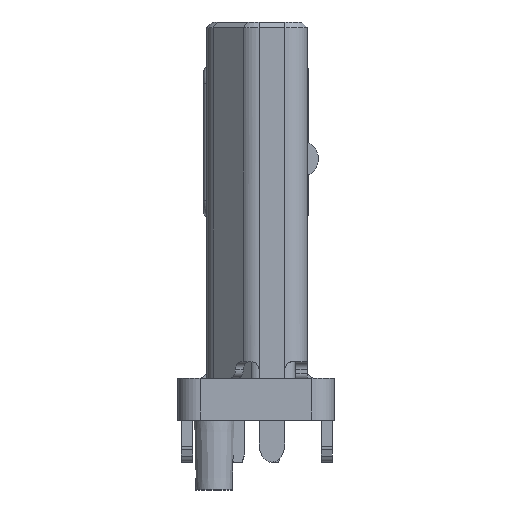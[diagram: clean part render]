
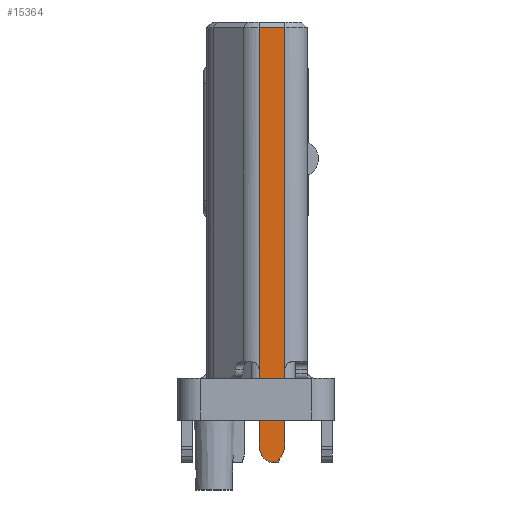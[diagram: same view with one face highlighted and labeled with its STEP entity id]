
A CAD part, left-side view. The second image highlights one B-rep face of the part: STEP entity #15364.
In plain terms, the highlighted planar face has unit normal (-1, 0, 0).
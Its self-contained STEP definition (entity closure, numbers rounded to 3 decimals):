
#875=FACE_OUTER_BOUND('',#1655,.T.);
#1655=EDGE_LOOP('',(#12221,#12222,#12223,#12224,#12225,#12226,#12227,#12228,
#12229,#12230,#12231,#12232,#12233,#12234,#12235,#12236,#12237,#12238,#12239,
#12240));
#2984=LINE('',#23842,#4586);
#2999=LINE('',#23901,#4601);
#3016=LINE('',#23968,#4618);
#3077=LINE('',#24180,#4679);
#3163=LINE('',#24569,#4765);
#3164=LINE('',#24571,#4766);
#3165=LINE('',#24577,#4767);
#3166=LINE('',#24579,#4768);
#3167=LINE('',#24581,#4769);
#3168=LINE('',#24587,#4770);
#3169=LINE('',#24592,#4771);
#4586=VECTOR('',#19401,1000.);
#4601=VECTOR('',#19448,1000.);
#4618=VECTOR('',#19493,1000.);
#4679=VECTOR('',#19682,1000.);
#4765=VECTOR('',#19950,1000.);
#4766=VECTOR('',#19951,1000.);
#4767=VECTOR('',#19956,1000.);
#4768=VECTOR('',#19959,1000.);
#4769=VECTOR('',#19960,1000.);
#4770=VECTOR('',#19965,1000.);
#4771=VECTOR('',#19970,1000.);
#5364=CIRCLE('',#16337,0.15);
#5458=CIRCLE('',#16495,0.15);
#5459=CIRCLE('',#16496,0.15);
#5460=CIRCLE('',#16497,0.15);
#5461=CIRCLE('',#16498,0.15);
#5462=CIRCLE('',#16499,0.15);
#5463=CIRCLE('',#16500,0.15);
#5464=CIRCLE('',#16501,0.15);
#5465=CIRCLE('',#16502,0.192);
#6539=VERTEX_POINT('',#23824);
#6543=VERTEX_POINT('',#23840);
#6570=VERTEX_POINT('',#23898);
#6571=VERTEX_POINT('',#23900);
#6589=VERTEX_POINT('',#23940);
#6590=VERTEX_POINT('',#23942);
#6596=VERTEX_POINT('',#23956);
#6597=VERTEX_POINT('',#23967);
#6804=VERTEX_POINT('',#24567);
#6805=VERTEX_POINT('',#24568);
#6806=VERTEX_POINT('',#24570);
#6807=VERTEX_POINT('',#24572);
#6808=VERTEX_POINT('',#24574);
#6809=VERTEX_POINT('',#24576);
#6810=VERTEX_POINT('',#24580);
#6811=VERTEX_POINT('',#24582);
#6812=VERTEX_POINT('',#24584);
#6813=VERTEX_POINT('',#24586);
#6814=VERTEX_POINT('',#24588);
#6815=VERTEX_POINT('',#24591);
#8412=EDGE_CURVE('',#6543,#6539,#2984,.T.);
#8439=EDGE_CURVE('',#6571,#6570,#2999,.T.);
#8458=EDGE_CURVE('',#6590,#6589,#5364,.T.);
#8465=EDGE_CURVE('',#6597,#6596,#3016,.T.);
#8565=EDGE_CURVE('',#6543,#6597,#3077,.T.);
#8708=EDGE_CURVE('',#6804,#6805,#3163,.T.);
#8709=EDGE_CURVE('',#6804,#6806,#3164,.T.);
#8710=EDGE_CURVE('',#6806,#6807,#5458,.T.);
#8711=EDGE_CURVE('',#6808,#6807,#5459,.T.);
#8712=EDGE_CURVE('',#6809,#6808,#3165,.T.);
#8713=EDGE_CURVE('',#6590,#6809,#5460,.T.);
#8714=EDGE_CURVE('',#6539,#6589,#3166,.T.);
#8715=EDGE_CURVE('',#6596,#6810,#3167,.T.);
#8716=EDGE_CURVE('',#6810,#6811,#5461,.T.);
#8717=EDGE_CURVE('',#6812,#6811,#5462,.T.);
#8718=EDGE_CURVE('',#6812,#6813,#3168,.T.);
#8719=EDGE_CURVE('',#6814,#6813,#5463,.T.);
#8720=EDGE_CURVE('',#6814,#6571,#5464,.T.);
#8721=EDGE_CURVE('',#6815,#6570,#3169,.T.);
#8722=EDGE_CURVE('',#6805,#6815,#5465,.T.);
#12221=ORIENTED_EDGE('',*,*,#8708,.F.);
#12222=ORIENTED_EDGE('',*,*,#8709,.T.);
#12223=ORIENTED_EDGE('',*,*,#8710,.T.);
#12224=ORIENTED_EDGE('',*,*,#8711,.F.);
#12225=ORIENTED_EDGE('',*,*,#8712,.F.);
#12226=ORIENTED_EDGE('',*,*,#8713,.F.);
#12227=ORIENTED_EDGE('',*,*,#8458,.T.);
#12228=ORIENTED_EDGE('',*,*,#8714,.F.);
#12229=ORIENTED_EDGE('',*,*,#8412,.F.);
#12230=ORIENTED_EDGE('',*,*,#8565,.T.);
#12231=ORIENTED_EDGE('',*,*,#8465,.T.);
#12232=ORIENTED_EDGE('',*,*,#8715,.T.);
#12233=ORIENTED_EDGE('',*,*,#8716,.T.);
#12234=ORIENTED_EDGE('',*,*,#8717,.F.);
#12235=ORIENTED_EDGE('',*,*,#8718,.T.);
#12236=ORIENTED_EDGE('',*,*,#8719,.F.);
#12237=ORIENTED_EDGE('',*,*,#8720,.T.);
#12238=ORIENTED_EDGE('',*,*,#8439,.T.);
#12239=ORIENTED_EDGE('',*,*,#8721,.F.);
#12240=ORIENTED_EDGE('',*,*,#8722,.F.);
#13967=PLANE('',#16494);
#15364=ADVANCED_FACE('',(#875),#13967,.T.);
#16337=AXIS2_PLACEMENT_3D('',#23943,#19482,#19483);
#16494=AXIS2_PLACEMENT_3D('',#24566,#19948,#19949);
#16495=AXIS2_PLACEMENT_3D('',#24573,#19952,#19953);
#16496=AXIS2_PLACEMENT_3D('',#24575,#19954,#19955);
#16497=AXIS2_PLACEMENT_3D('',#24578,#19957,#19958);
#16498=AXIS2_PLACEMENT_3D('',#24583,#19961,#19962);
#16499=AXIS2_PLACEMENT_3D('',#24585,#19963,#19964);
#16500=AXIS2_PLACEMENT_3D('',#24589,#19966,#19967);
#16501=AXIS2_PLACEMENT_3D('',#24590,#19968,#19969);
#16502=AXIS2_PLACEMENT_3D('',#24593,#19971,#19972);
#19401=DIRECTION('',(0.,0.,-1.));
#19448=DIRECTION('',(0.,0.,-1.));
#19482=DIRECTION('center_axis',(1.,0.,0.));
#19483=DIRECTION('ref_axis',(0.,0.,-1.));
#19493=DIRECTION('',(0.,0.,-1.));
#19682=DIRECTION('',(0.,1.,0.));
#19948=DIRECTION('center_axis',(-1.,0.,0.));
#19949=DIRECTION('ref_axis',(0.,-1.,0.));
#19950=DIRECTION('',(0.,0.371,-0.928));
#19951=DIRECTION('',(0.,0.,1.));
#19952=DIRECTION('center_axis',(1.,0.,0.));
#19953=DIRECTION('ref_axis',(0.,0.,-1.));
#19954=DIRECTION('center_axis',(1.,0.,0.));
#19955=DIRECTION('ref_axis',(0.,0.,
-1.));
#19956=DIRECTION('',(0.,0.38,-0.925));
#19957=DIRECTION('center_axis',(1.,0.,0.));
#19958=DIRECTION('ref_axis',(0.,0.,
-1.));
#19959=DIRECTION('',(0.,0.,-1.));
#19960=DIRECTION('',(0.,0.,-1.));
#19961=DIRECTION('center_axis',(1.,0.,0.));
#19962=DIRECTION('ref_axis',(0.,0.,
-1.));
#19963=DIRECTION('center_axis',(1.,0.,0.));
#19964=DIRECTION('ref_axis',(0.,0.,-1.));
#19965=DIRECTION('',(0.,-0.38,-0.925));
#19966=DIRECTION('center_axis',(1.,0.,0.));
#19967=DIRECTION('ref_axis',(0.,0.,
-1.));
#19968=DIRECTION('center_axis',(1.,0.,0.));
#19969=DIRECTION('ref_axis',(0.,0.,1.));
#19970=DIRECTION('',(0.,0.371,0.928));
#19971=DIRECTION('center_axis',(1.,0.,0.));
#19972=DIRECTION('ref_axis',(0.,0.,1.));
#23824=CARTESIAN_POINT('',(-3.425,-0.515,0.9));
#23840=CARTESIAN_POINT('',(-3.425,-0.515,7.03));
#23842=CARTESIAN_POINT('',(-3.425,-0.515,3.54));
#23898=CARTESIAN_POINT('',(-3.425,-0.055,-0.5));
#23900=CARTESIAN_POINT('',(-3.425,-0.055,0.07));
#23901=CARTESIAN_POINT('',(-3.425,-0.055,-1.3));
#23940=CARTESIAN_POINT('',(-3.425,-0.515,0.416));
#23942=CARTESIAN_POINT('',(-3.425,-0.54,0.333));
#23943=CARTESIAN_POINT('Origin',(-3.425,-0.665,0.416));
#23956=CARTESIAN_POINT('',(-3.425,-0.055,0.9));
#23967=CARTESIAN_POINT('',(-3.425,-0.055,7.03));
#23968=CARTESIAN_POINT('',(-3.425,-0.055,3.54));
#24180=CARTESIAN_POINT('',(-3.425,-0.285,7.03));
#24566=CARTESIAN_POINT('Origin',(-3.425,-0.285,3.54));
#24567=CARTESIAN_POINT('',(-3.425,-0.515,-0.5));
#24568=CARTESIAN_POINT('',(-3.425,-0.463,-0.629));
#24569=CARTESIAN_POINT('',(-3.425,-0.465,-0.625));
#24570=CARTESIAN_POINT('',(-3.425,-0.515,0.07));
#24571=CARTESIAN_POINT('',(-3.425,-0.515,0.25));
#24572=CARTESIAN_POINT('',(-3.425,-0.53,0.135));
#24573=CARTESIAN_POINT('Origin',(-3.425,-0.665,0.07));
#24574=CARTESIAN_POINT('',(-3.425,-0.533,0.143));
#24575=CARTESIAN_POINT('Origin',(-3.425,-0.394,0.2));
#24576=CARTESIAN_POINT('',(-3.425,-0.554,0.193));
#24577=CARTESIAN_POINT('',(-3.425,-0.543,0.168));
#24578=CARTESIAN_POINT('Origin',(-3.425,-0.415,0.25));
#24579=CARTESIAN_POINT('',(-3.425,-0.515,0.825));
#24580=CARTESIAN_POINT('',(-3.425,-0.055,0.416));
#24581=CARTESIAN_POINT('',(-3.425,-0.055,0.583));
#24582=CARTESIAN_POINT('',(-3.425,-0.03,0.333));
#24583=CARTESIAN_POINT('Origin',(-3.425,0.095,0.416));
#24584=CARTESIAN_POINT('',(-3.425,-0.016,0.193));
#24585=CARTESIAN_POINT('Origin',(-3.425,-0.155,0.25));
#24586=CARTESIAN_POINT('',(-3.425,-0.037,0.143));
#24587=CARTESIAN_POINT('',(-3.425,-0.027,0.168));
#24588=CARTESIAN_POINT('',(-3.425,-0.04,0.135));
#24589=CARTESIAN_POINT('Origin',(-3.425,-0.176,0.2));
#24590=CARTESIAN_POINT('Origin',(-3.425,0.095,0.07));
#24591=CARTESIAN_POINT('',(-3.425,-0.107,-0.629));
#24592=CARTESIAN_POINT('',(-3.425,-0.105,-0.625));
#24593=CARTESIAN_POINT('Origin',(-3.425,-0.285,-0.558));
